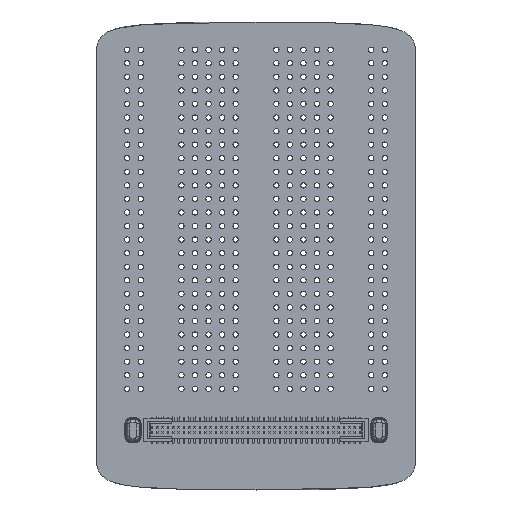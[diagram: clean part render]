
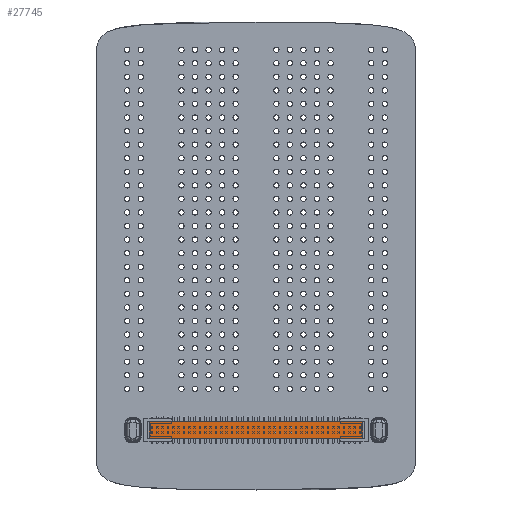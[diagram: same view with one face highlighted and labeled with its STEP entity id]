
A CAD part, top view. The second image highlights one B-rep face of the part: STEP entity #27745.
In plain terms, the highlighted face is planar.
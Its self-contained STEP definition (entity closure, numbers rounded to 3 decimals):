
#27538=DIRECTION('',(0.,0.,-1.));
#27539=VECTOR('',#27538,3.175);
#27540=CARTESIAN_POINT('',(20.,1.486,1.588));
#27541=LINE('',#27540,#27539);
#27542=DIRECTION('',(1.,0.,0.));
#27543=VECTOR('',#27542,40.);
#27544=CARTESIAN_POINT('',(-20.,1.486,1.588));
#27545=LINE('',#27544,#27543);
#27574=DIRECTION('',(0.,0.,-1.));
#27575=VECTOR('',#27574,3.175);
#27576=CARTESIAN_POINT('',(-20.,1.486,1.588));
#27577=LINE('',#27576,#27575);
#27638=DIRECTION('',(1.,0.,0.));
#27639=VECTOR('',#27638,40.);
#27640=CARTESIAN_POINT('',(-20.,1.486,-1.588));
#27641=LINE('',#27640,#27639);
#27714=CARTESIAN_POINT('',(20.,1.486,-1.588));
#27715=VERTEX_POINT('',#27714);
#27716=CARTESIAN_POINT('',(20.,1.486,1.588));
#27717=VERTEX_POINT('',#27716);
#27720=CARTESIAN_POINT('',(-20.,1.486,-1.588));
#27721=VERTEX_POINT('',#27720);
#27722=CARTESIAN_POINT('',(-20.,1.486,1.588));
#27723=VERTEX_POINT('',#27722);
#27730=CARTESIAN_POINT('',(20.,1.486,-1.588));
#27731=DIRECTION('',(0.,-1.,0.));
#27732=DIRECTION('',(0.,0.,-1.));
#27733=AXIS2_PLACEMENT_3D('',#27730,#27731,#27732);
#27734=PLANE('',#27733);
#27736=ORIENTED_EDGE('',*,*,#27735,.T.);
#27738=ORIENTED_EDGE('',*,*,#27737,.T.);
#27740=ORIENTED_EDGE('',*,*,#27739,.F.);
#27742=ORIENTED_EDGE('',*,*,#27741,.F.);
#27743=EDGE_LOOP('',(#27736,#27738,#27740,#27742));
#27744=FACE_OUTER_BOUND('',#27743,.F.);
#27745=ADVANCED_FACE('',(#27744),#27734,.F.);
#27735=EDGE_CURVE('',#27723,#27721,#27577,.T.);
#27737=EDGE_CURVE('',#27721,#27715,#27641,.T.);
#27739=EDGE_CURVE('',#27717,#27715,#27541,.T.);
#27741=EDGE_CURVE('',#27723,#27717,#27545,.T.);
